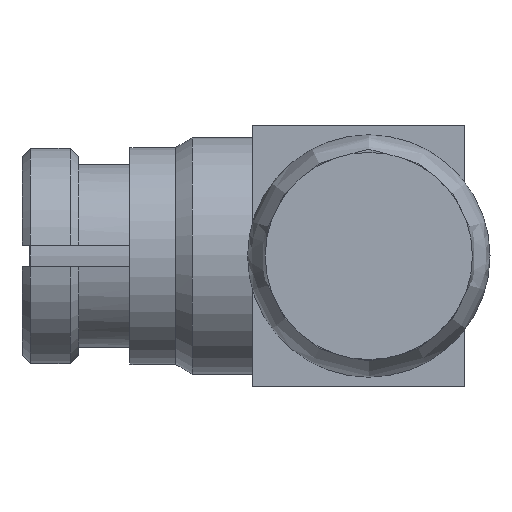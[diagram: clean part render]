
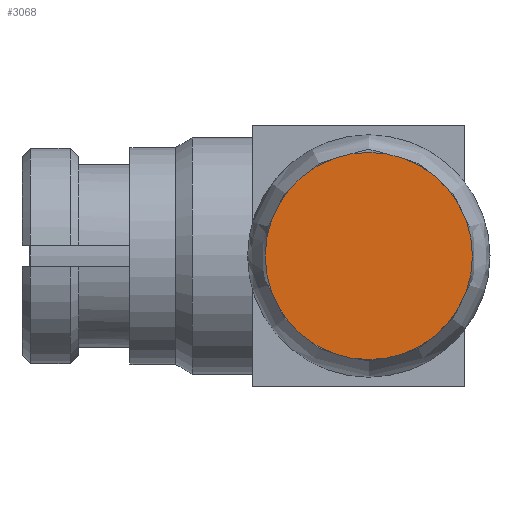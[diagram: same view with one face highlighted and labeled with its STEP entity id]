
A CAD part, front view. The second image highlights one B-rep face of the part: STEP entity #3068.
In plain terms, the highlighted planar face has unit normal (0, -1, 0).
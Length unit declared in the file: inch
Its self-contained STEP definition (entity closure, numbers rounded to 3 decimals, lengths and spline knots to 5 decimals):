
#6 = DIRECTION ( 'NONE',  ( 0., 1., 0. ) ) ;
#502 = DIRECTION ( 'NONE',  ( 0., 0., 1. ) ) ;
#554 = DIRECTION ( 'NONE',  ( 0., 0., 1. ) ) ;
#791 = PLANE ( 'NONE',  #3059 ) ;
#857 = DIRECTION ( 'NONE',  ( 0., 1., 0. ) ) ;
#1033 = CARTESIAN_POINT ( 'NONE',  ( 0.2695, -0.52269, 0. ) ) ;
#1108 = CIRCLE ( 'NONE', #3157, 0.062 ) ;
#1372 = ORIENTED_EDGE ( 'NONE', *, *, #1764, .F. ) ;
#1764 = EDGE_CURVE ( 'NONE', #3210, #3210, #1108, .T. ) ;
#1766 = FACE_OUTER_BOUND ( 'NONE', #2882, .T. ) ;
#2168 = CARTESIAN_POINT ( 'NONE',  ( 0.2075, -0.52269, 0.062 ) ) ;
#2882 = EDGE_LOOP ( 'NONE', ( #1372 ) ) ;
#3059 = AXIS2_PLACEMENT_3D ( 'NONE', #1033, #6, #502 ) ;
#3068 = ADVANCED_FACE ( 'NONE', ( #1766 ), #791, .F. ) ;
#3117 = CARTESIAN_POINT ( 'NONE',  ( 0.2075, -0.52269, 0. ) ) ;
#3157 = AXIS2_PLACEMENT_3D ( 'NONE', #3117, #857, #554 ) ;
#3210 = VERTEX_POINT ( 'NONE', #2168 ) ;
